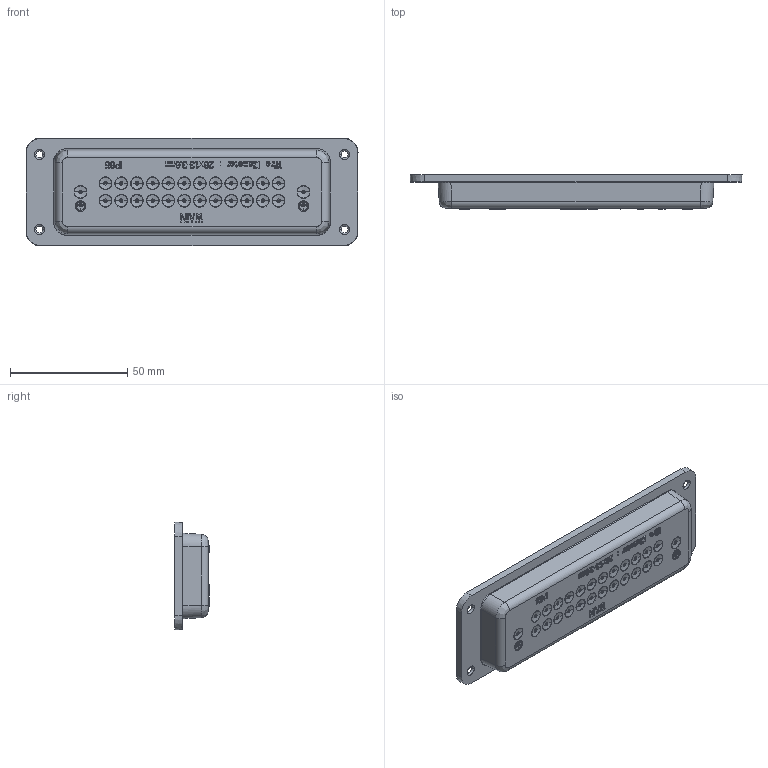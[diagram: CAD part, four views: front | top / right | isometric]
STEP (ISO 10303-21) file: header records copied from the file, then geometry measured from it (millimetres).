
FILE_DESCRIPTION((''),'2;1');
FILE_NAME('24B-F-2-20160725_ASM','2018-06-08T',('lj.zou'),(''),'PRO/ENGINEER BY PARAMETRIC TECHNOLOGY CORPORATION, 2012480','PRO/ENGINEER BY PARAMETRIC TECHNOLOGY CORPORATION, 2012480','');
FILE_SCHEMA(('CONFIG_CONTROL_DESIGN'));
Products named in the file (1): 24B-F-2-20160725_ASM
Bounding box: 141.4 x 14.5 x 45.9 mm (x, y, z)
Volume: 21761.6 mm3; surface area: 40067.9 mm2
Topology: 1 solids, 31 shells, 1723 faces, 4668 edges, 3088 vertices
Faces by surface type: plane 1057, torus 335, cone 214, cylinder 108, bspline 9
Entity records: 68540 total; most frequent: CARTESIAN_POINT 11556, ORIENTED_EDGE 9040, DIRECTION 9032, EDGE_CURVE 4668, VECTOR 3276, LINE 3276, VERTEX_POINT 3088, AXIS2_PLACEMENT_3D 2878
